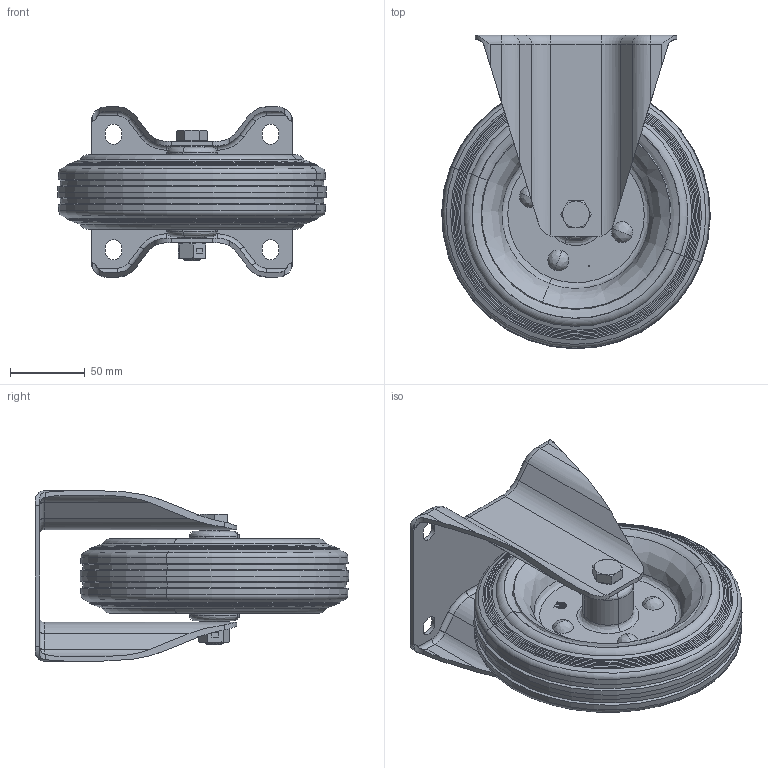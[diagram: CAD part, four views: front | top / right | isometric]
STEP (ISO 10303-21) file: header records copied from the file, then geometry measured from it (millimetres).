
FILE_DESCRIPTION (( 'STEP AP214' ), '1' );
FILE_NAME ('0029823_B-IS-SGS-180-R_(A-02).step', '2019-01-30T15:16:44', ( '' ), ( '' ), 'SwSTEP 2.0', 'SolidWorks 2018', '' );
FILE_SCHEMA (( 'AUTOMOTIVE_DESIGN' ));
Length unit declared in the file: millimetre
Products named in the file (1): 0029823_B-IS-SGS-180-R_(A-02)
Bounding box: 179.97 x 209.99 x 114 mm (x, y, z)
Surface area: 212153.5 mm2 (no closed solid volume)
Topology: 0 solids, 158 shells, 451 faces, 1492 edges, 1206 vertices
Faces by surface type: plane 156, cylinder 135, cone 70, torus 54, bspline 36
Entity records: 28277 total; most frequent: CARTESIAN_POINT 10849, DIRECTION 2483, ORIENTED_EDGE 2176, EDGE_CURVE 1492, VERTEX_POINT 1208, AXIS2_PLACEMENT_3D 934, LINE 615, VECTOR 615
